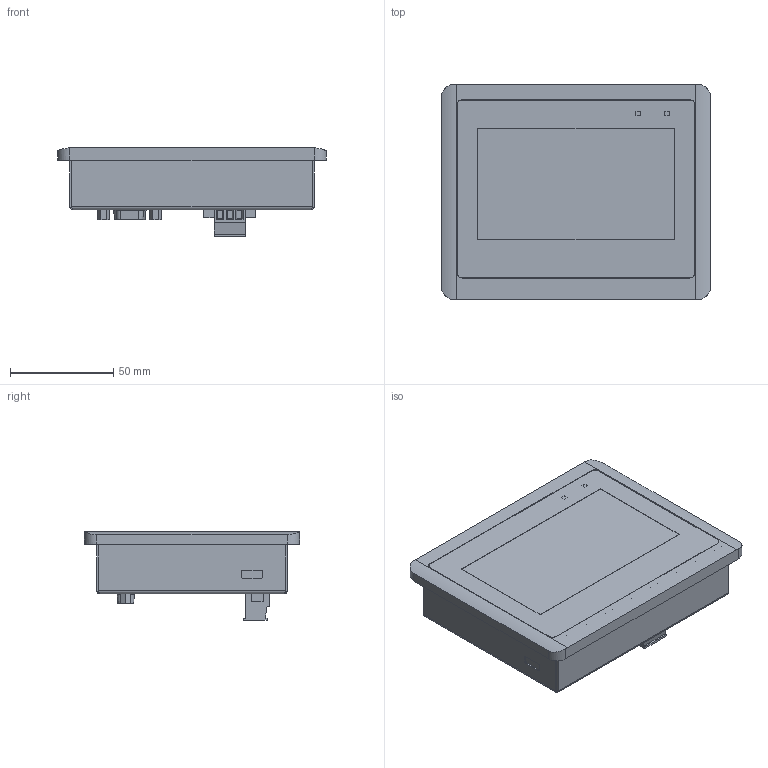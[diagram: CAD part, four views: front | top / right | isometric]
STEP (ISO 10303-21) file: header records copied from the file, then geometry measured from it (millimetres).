
FILE_DESCRIPTION (( 'STEP AP214' ), '1' );
FILE_NAME ('ETG-CP-043_Ïàíåëü îïåðàòîðà ETG 4,3” ñåðèè ONI.STEP', '2018-09-24T10:54:08', ( '' ), ( '' ), 'SwSTEP 2.0', 'SolidWorks 2014', '' );
FILE_SCHEMA (( 'AUTOMOTIVE_DESIGN' ));
Length unit declared in the file: millimetre
Products named in the file (1): ETG-CP-043_Ïàíåëü îïåðàòîðà ETG 4,3” ñåðèè ONI
Bounding box: 130 x 104 x 42.8 mm (x, y, z)
Surface area: 93057.4 mm2 (no closed solid volume)
Topology: 0 solids, 10 shells, 366 faces, 1142 edges, 771 vertices
Faces by surface type: plane 191, cylinder 132, bspline 20, torus 18, cone 5
Entity records: 17351 total; most frequent: CARTESIAN_POINT 3169, DIRECTION 2162, ORIENTED_EDGE 1943, EDGE_CURVE 1139, VERTEX_POINT 771, VECTOR 754, LINE 754, AXIS2_PLACEMENT_3D 704
